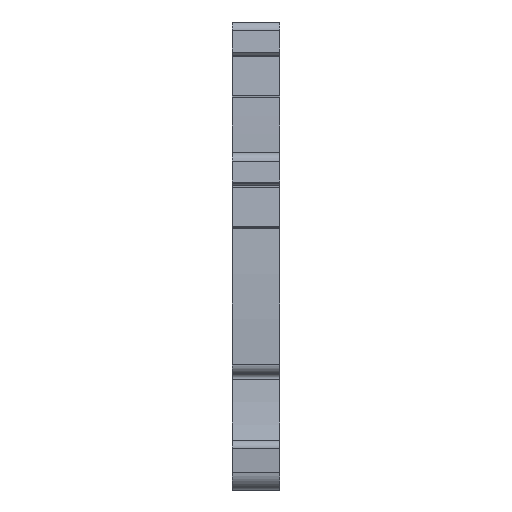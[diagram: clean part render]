
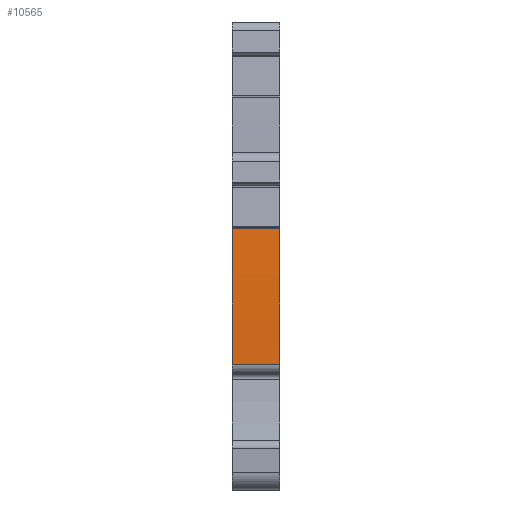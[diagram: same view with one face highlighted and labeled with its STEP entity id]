
A CAD part, front view. The second image highlights one B-rep face of the part: STEP entity #10565.
In plain terms, the highlighted cylindrical face has radius 151.052 mm (diameter 302.104 mm), a partial arc.
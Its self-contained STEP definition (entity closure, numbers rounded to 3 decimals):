
#3529=AXIS2_PLACEMENT_3D('Circle Axis2P3D',#3527,#3528,$) ;
#7113=AXIS2_PLACEMENT_3D('Circle Axis2P3D',#7111,#7112,$) ;
#10552=AXIS2_PLACEMENT_3D('Cylinder Axis2P3D',#10549,#10550,#10551) ;
#3524=CARTESIAN_POINT('Vertex',(5.1,1.887,28.054)) ;
#3527=CARTESIAN_POINT('Axis2P3D Location',(5.1,152.538,17.05)) ;
#3531=CARTESIAN_POINT('Vertex',(5.1,1.529,13.426)) ;
#7108=CARTESIAN_POINT('Vertex',(0.,1.529,13.426)) ;
#7111=CARTESIAN_POINT('Axis2P3D Location',(0.,152.538,17.05)) ;
#7115=CARTESIAN_POINT('Vertex',(0.,1.887,28.054)) ;
#10537=CARTESIAN_POINT('Line Origine',(2.55,1.887,28.054)) ;
#10549=CARTESIAN_POINT('Axis2P3D Location',(2.55,152.538,17.05)) ;
#10554=CARTESIAN_POINT('Line Origine',(2.55,1.529,13.426)) ;
#3528=DIRECTION('Axis2P3D Direction',(1.,0.,0.)) ;
#7112=DIRECTION('Axis2P3D Direction',(1.,0.,0.)) ;
#10538=DIRECTION('Vector Direction',(1.,0.,0.)) ;
#10550=DIRECTION('Axis2P3D Direction',(1.,0.,0.)) ;
#10551=DIRECTION('Axis2P3D XDirection',(0.,-0.996,0.089)) ;
#10555=DIRECTION('Vector Direction',(1.,0.,0.)) ;
#10539=VECTOR('Line Direction',#10538,1.) ;
#10556=VECTOR('Line Direction',#10555,1.) ;
#10560=ORIENTED_EDGE('',*,*,#10558,.F.) ;
#10561=ORIENTED_EDGE('',*,*,#3533,.F.) ;
#10562=ORIENTED_EDGE('',*,*,#10541,.T.) ;
#10563=ORIENTED_EDGE('',*,*,#7117,.T.) ;
#10565=ADVANCED_FACE('MLD',(#10564),#10553,.T.) ;
#3530=CIRCLE('generated circle',#3529,151.052) ;
#7114=CIRCLE('generated circle',#7113,151.052) ;
#10553=CYLINDRICAL_SURFACE('generated cylinder',#10552,151.052) ;
#3533=EDGE_CURVE('',#3525,#3532,#3530,.T.) ;
#7117=EDGE_CURVE('',#7116,#7109,#7114,.T.) ;
#10541=EDGE_CURVE('',#3525,#7116,#10540,.F.) ;
#10558=EDGE_CURVE('',#3532,#7109,#10557,.F.) ;
#10559=EDGE_LOOP('',(#10560,#10561,#10562,#10563)) ;
#10564=FACE_OUTER_BOUND('',#10559,.T.) ;
#10540=LINE('Line',#10537,#10539) ;
#10557=LINE('Line',#10554,#10556) ;
#3525=VERTEX_POINT('',#3524) ;
#3532=VERTEX_POINT('',#3531) ;
#7109=VERTEX_POINT('',#7108) ;
#7116=VERTEX_POINT('',#7115) ;
